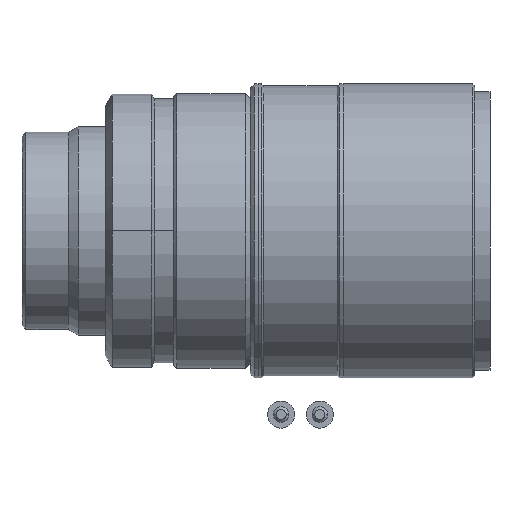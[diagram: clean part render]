
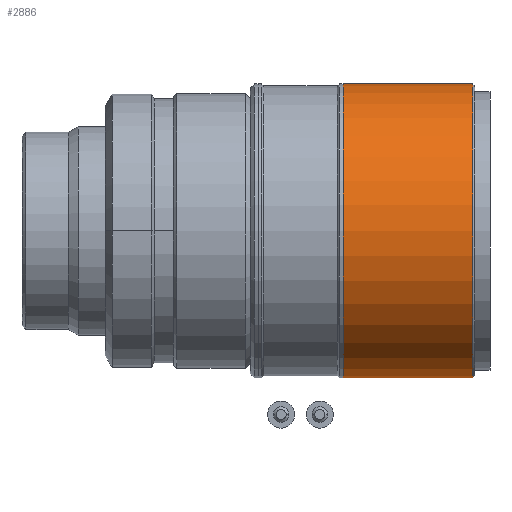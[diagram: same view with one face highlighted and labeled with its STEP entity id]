
A CAD part, front view. The second image highlights one B-rep face of the part: STEP entity #2886.
In plain terms, the highlighted cylindrical face has radius 38 mm (diameter 76 mm), a partial arc.
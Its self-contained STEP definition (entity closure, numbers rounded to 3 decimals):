
#14 = DIRECTION ( 'NONE',  ( -1., 0., 0. ) ) ;
#44 = VECTOR ( 'NONE', #2300, 1000. ) ;
#90 = DIRECTION ( 'NONE',  ( 1., 0., 0. ) ) ;
#650 = DIRECTION ( 'NONE',  ( 0., 0., -1. ) ) ;
#887 = AXIS2_PLACEMENT_3D ( 'NONE', #2964, #14, #3461 ) ;
#1220 = VERTEX_POINT ( 'NONE', #6335 ) ;
#1764 = EDGE_CURVE ( 'NONE', #4335, #3615, #3986, .T. ) ;
#2227 = CARTESIAN_POINT ( 'NONE',  ( -7.06, 0., 38. ) ) ;
#2248 = CARTESIAN_POINT ( 'NONE',  ( -40.56, 0., 38. ) ) ;
#2300 = DIRECTION ( 'NONE',  ( 1., 0., 0. ) ) ;
#2369 = ORIENTED_EDGE ( 'NONE', *, *, #3091, .T. ) ;
#2547 = CARTESIAN_POINT ( 'NONE',  ( -40.56, 0., -38. ) ) ;
#2718 = AXIS2_PLACEMENT_3D ( 'NONE', #3037, #90, #3537 ) ;
#2746 = DIRECTION ( 'NONE',  ( 1., 0., 0. ) ) ;
#2789 = AXIS2_PLACEMENT_3D ( 'NONE', #3628, #5105, #650 ) ;
#2886 = ADVANCED_FACE ( 'NONE', ( #6057 ), #3698, .T. ) ;
#2964 = CARTESIAN_POINT ( 'NONE',  ( -7.06, 0., 0. ) ) ;
#3037 = CARTESIAN_POINT ( 'NONE',  ( -40.56, 0., 0. ) ) ;
#3086 = CIRCLE ( 'NONE', #887, 38. ) ;
#3091 = EDGE_CURVE ( 'NONE', #1220, #3615, #3086, .T. ) ;
#3222 = ORIENTED_EDGE ( 'NONE', *, *, #5003, .T. ) ;
#3259 = ORIENTED_EDGE ( 'NONE', *, *, #4546, .T. ) ;
#3301 = VECTOR ( 'NONE', #2746, 1000. ) ;
#3461 = DIRECTION ( 'NONE',  ( 0., 0., -1. ) ) ;
#3537 = DIRECTION ( 'NONE',  ( 0., 0., -1. ) ) ;
#3615 = VERTEX_POINT ( 'NONE', #2227 ) ;
#3628 = CARTESIAN_POINT ( 'NONE',  ( 0., 0., 0. ) ) ;
#3698 = CYLINDRICAL_SURFACE ( 'NONE', #2789, 38. ) ;
#3986 = LINE ( 'NONE', #5737, #44 ) ;
#4335 = VERTEX_POINT ( 'NONE', #2248 ) ;
#4546 = EDGE_CURVE ( 'NONE', #4335, #5938, #5446, .T. ) ;
#4627 = LINE ( 'NONE', #5711, #3301 ) ;
#5003 = EDGE_CURVE ( 'NONE', #5938, #1220, #4627, .T. ) ;
#5105 = DIRECTION ( 'NONE',  ( 1., 0., 0. ) ) ;
#5353 = ORIENTED_EDGE ( 'NONE', *, *, #1764, .F. ) ;
#5446 = CIRCLE ( 'NONE', #2718, 38. ) ;
#5711 = CARTESIAN_POINT ( 'NONE',  ( 0., 0., -38. ) ) ;
#5737 = CARTESIAN_POINT ( 'NONE',  ( 0., 0., 38. ) ) ;
#5938 = VERTEX_POINT ( 'NONE', #2547 ) ;
#6057 = FACE_OUTER_BOUND ( 'NONE', #6136, .T. ) ;
#6136 = EDGE_LOOP ( 'NONE', ( #5353, #3259, #3222, #2369 ) ) ;
#6335 = CARTESIAN_POINT ( 'NONE',  ( -7.06, 0., -38. ) ) ;
